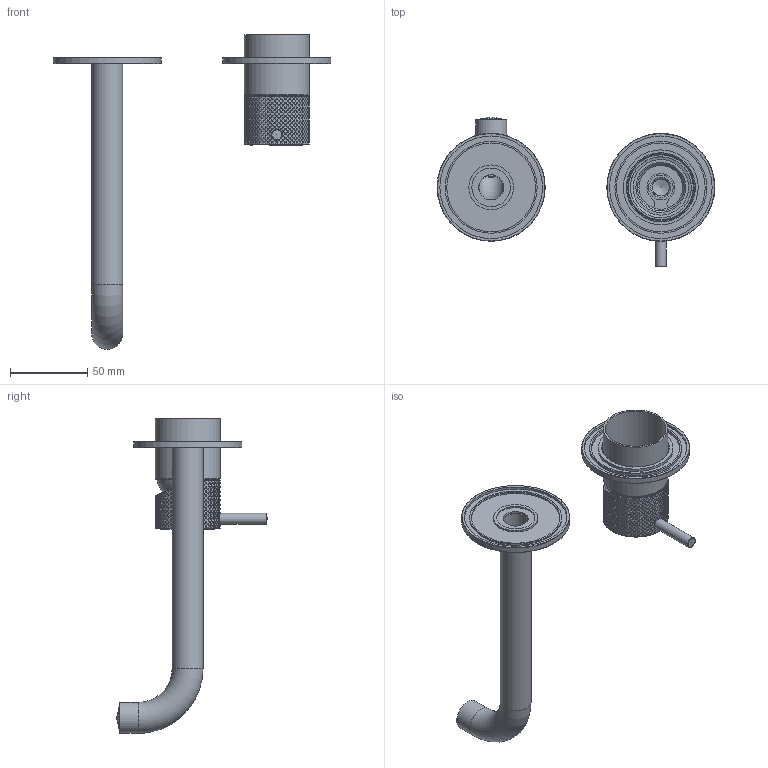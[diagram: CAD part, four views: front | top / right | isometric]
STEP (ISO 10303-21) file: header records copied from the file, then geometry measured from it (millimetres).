
FILE_DESCRIPTION(/* description */ ('Unknown'),/* implementation_level */ '2;1');
FILE_NAME(/* name */ 'CX105-18',/* time_stamp */ '2023-11-20T12:23:23+01:00',/* author */ ('Unknown'),/* organization */ ('Unknown'),/* preprocessor_version */ 'ST-DEVELOPER v18.102',/* originating_system */ 'Solid Edge',/* authorisation */ 'Unknown');
FILE_SCHEMA (('AUTOMOTIVE_DESIGN {1 0 10303 214 3 1 1}'));
Length unit declared in the file: millimetre
Products named in the file (14): CX105EXT18-00; CB031-11; CB105-020_oa_0; CX105-01; CB003-08; CB095-001; CB095-01; CB003-21; CB095FL70-00_oa_1; CB005-15; CB031FL70-00_oa_2; CB005-14; CB003-002_oa_3; CB003-002-1
Assembly tree (13 placements, depth 3):
  CX105EXT18-00
    CB031-11
    CB105-020_oa_0
      CX105-01
      CB003-08
    CB095-001
      CB095-01
      CB003-21
    CB095FL70-00_oa_1
      CB005-15
    CB031FL70-00_oa_2
      CB005-14
    CB003-002_oa_3
      CB003-002-1
Bounding box: 179.9 x 97.32 x 203.8 mm (x, y, z)
Volume: 62213.3 mm3; surface area: 67282.1 mm2
Topology: 8 solids, 8 shells, 4921 faces, 11132 edges, 6261 vertices
Faces by surface type: bspline 3697, cylinder 1004, plane 170, torus 29, cone 20, sphere 1
Full cylindrical faces by diameter (mm): 3.242 x1, 3.3 x1, 4 x1, 5 x2, 6 x1, 7 x1, 7.2 x1, 11 x1, 12.196 x1, 13.464 x1, 14.577 x1, 15.033 x1, 15.218 x1, 15.229 x1, 15.417 x1, 16 x3, 16.1 x2, 16.3 x2, 16.5 x2, 16.75 x1, 20 x2, 20.5 x1, 25 x1, 28.3 x1, 29 x1, 30.376 x2, 36 x1, 39 x1, 39.5 x1, 42 x1
Entity records: 275383 total; most frequent: CARTESIAN_POINT 165549, ORIENTED_EDGE 22022, EDGE_CURVE 11011, B_SPLINE_CURVE_WITH_KNOTS 10442, VERTEX_POINT 6231, FACE_BOUND 5060, EDGE_LOOP 5057, ADVANCED_FACE 4921
